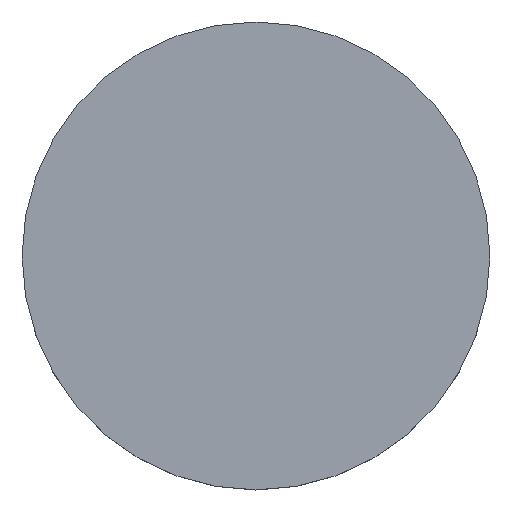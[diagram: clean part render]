
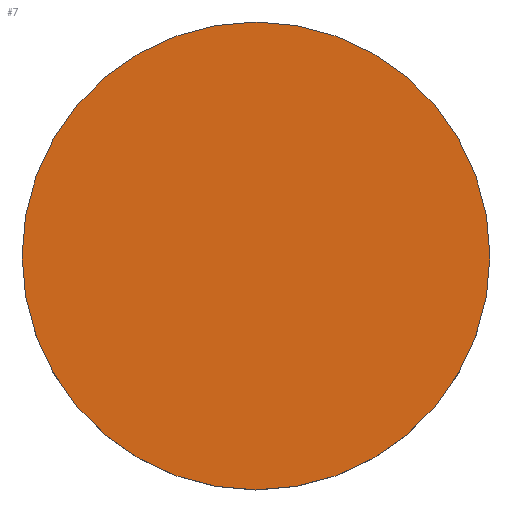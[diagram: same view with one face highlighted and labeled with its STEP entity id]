
A CAD part, top view. The second image highlights one B-rep face of the part: STEP entity #7.
In plain terms, the highlighted planar face has unit normal (0, 0, 1).
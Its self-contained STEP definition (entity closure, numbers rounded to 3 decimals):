
#1 = CIRCLE ( 'NONE', #143, 25.4 ) ;
#7 = ADVANCED_FACE ( 'NONE', ( #90 ), #57, .T. ) ;
#19 = CARTESIAN_POINT ( 'NONE',  ( 0., 0., 3.6 ) ) ;
#54 = VERTEX_POINT ( 'NONE', #129 ) ;
#55 = ORIENTED_EDGE ( 'NONE', *, *, #92, .F. ) ;
#57 = PLANE ( 'NONE',  #198 ) ;
#60 = ORIENTED_EDGE ( 'NONE', *, *, #182, .F. ) ;
#72 = EDGE_LOOP ( 'NONE', ( #55, #60 ) ) ;
#75 = DIRECTION ( 'NONE',  ( 1., 0., 0. ) ) ;
#77 = CARTESIAN_POINT ( 'NONE',  ( 0., 0., 3.6 ) ) ;
#90 = FACE_OUTER_BOUND ( 'NONE', #72, .T. ) ;
#92 = EDGE_CURVE ( 'NONE', #147, #54, #195, .T. ) ;
#94 = DIRECTION ( 'NONE',  ( 0., 0., 1. ) ) ;
#112 = AXIS2_PLACEMENT_3D ( 'NONE', #19, #190, #75 ) ;
#129 = CARTESIAN_POINT ( 'NONE',  ( -25.4, 0., 3.6 ) ) ;
#131 = CARTESIAN_POINT ( 'NONE',  ( 0., 52.02, 3.6 ) ) ;
#136 = DIRECTION ( 'NONE',  ( 0., 0., -1. ) ) ;
#143 = AXIS2_PLACEMENT_3D ( 'NONE', #77, #136, #174 ) ;
#147 = VERTEX_POINT ( 'NONE', #171 ) ;
#166 = DIRECTION ( 'NONE',  ( 1., 0., 0. ) ) ;
#171 = CARTESIAN_POINT ( 'NONE',  ( 25.4, 0., 3.6 ) ) ;
#174 = DIRECTION ( 'NONE',  ( 1., 0., 0. ) ) ;
#182 = EDGE_CURVE ( 'NONE', #54, #147, #1, .T. ) ;
#190 = DIRECTION ( 'NONE',  ( 0., 0., -1. ) ) ;
#195 = CIRCLE ( 'NONE', #112, 25.4 ) ;
#198 = AXIS2_PLACEMENT_3D ( 'NONE', #131, #94, #166 ) ;
